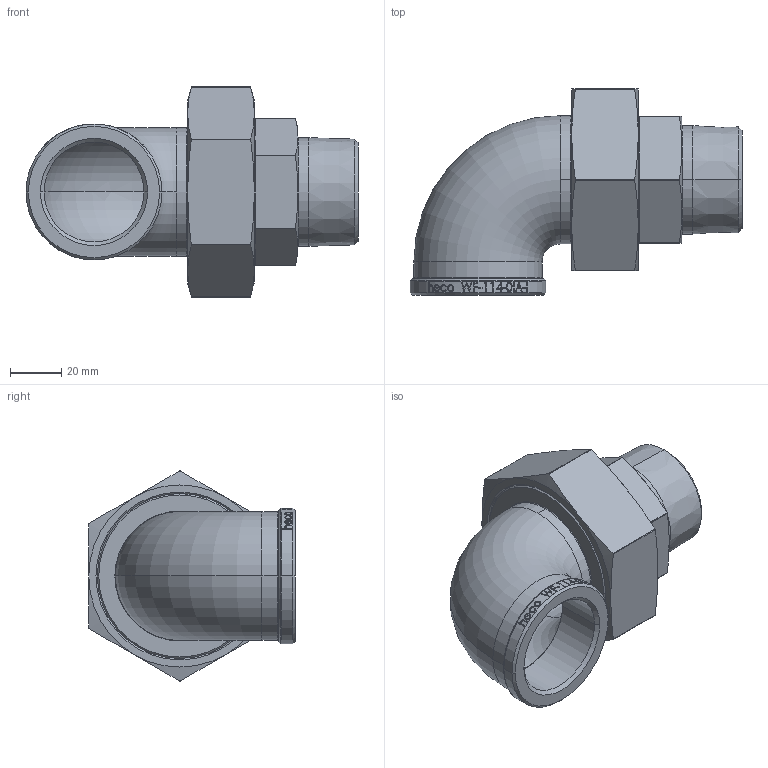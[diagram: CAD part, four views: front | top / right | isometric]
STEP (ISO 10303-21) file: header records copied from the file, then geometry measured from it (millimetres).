
FILE_DESCRIPTION (( 'STEP AP214' ), '1' );
FILE_NAME ('WF-114-0IA-I 1709.STEP', '2017-09-28T14:01:21', ( '' ), ( '' ), 'SwSTEP 2.0', 'SolidWorks 2016', '' );
FILE_SCHEMA (( 'AUTOMOTIVE_DESIGN' ));
Length unit declared in the file: millimetre
Products named in the file (1): WF-114-0IA-I 1709
Bounding box: 129.4 x 80.5 x 81.89 mm (x, y, z)
Volume: 147946.9 mm3; surface area: 47707.8 mm2
Topology: 1 solids, 1 shells, 297 faces, 731 edges, 467 vertices
Faces by surface type: plane 96, cylinder 76, bspline 65, cone 34, torus 26
Entity records: 17671 total; most frequent: CARTESIAN_POINT 9489, ORIENTED_EDGE 1462, DIRECTION 1153, EDGE_CURVE 731, AXIS2_PLACEMENT_3D 476, VERTEX_POINT 467, EDGE_LOOP 330, ADVANCED_FACE 297
